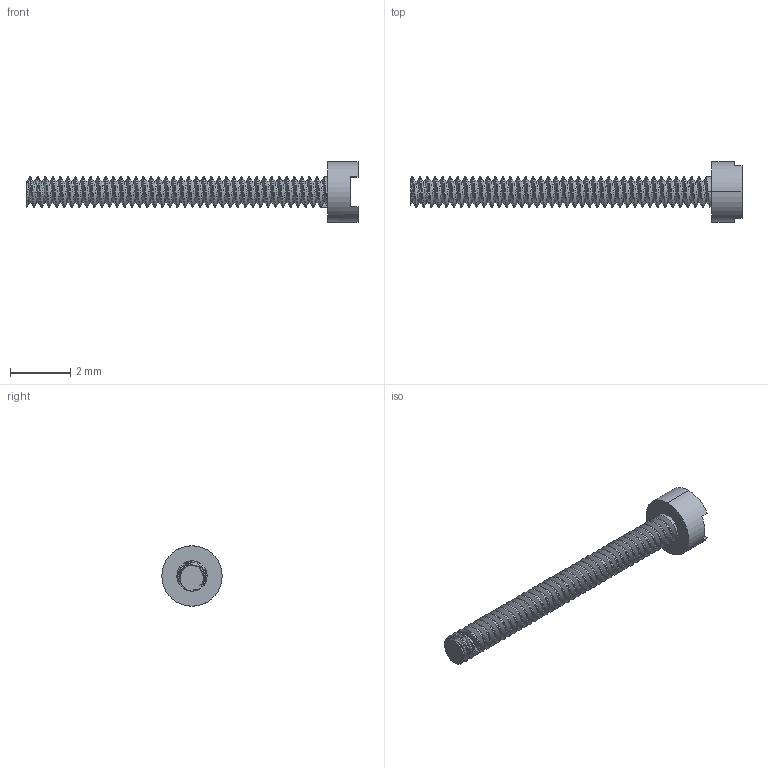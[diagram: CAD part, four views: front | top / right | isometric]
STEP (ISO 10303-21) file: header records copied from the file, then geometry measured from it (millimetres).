
FILE_DESCRIPTION (( 'STEP AP214' ), '1' );
FILE_NAME ('screw.STEP', '2019-08-27T11:41:11', ( '' ), ( '' ), 'SwSTEP 2.0', 'SolidWorks 2016', '' );
FILE_SCHEMA (( 'AUTOMOTIVE_DESIGN' ));
Length unit declared in the file: millimetre
Products named in the file (1): screw
Bounding box: 11 x 2 x 2 mm (x, y, z)
Volume: 8.4 mm3; surface area: 56.4 mm2
Topology: 1 solids, 1 shells, 94 faces, 269 edges, 178 vertices
Faces by surface type: cylinder 83, plane 8, bspline 3
Entity records: 7351 total; most frequent: CARTESIAN_POINT 5348, ORIENTED_EDGE 538, DIRECTION 300, EDGE_CURVE 269, VERTEX_POINT 178, AXIS2_PLACEMENT_3D 103, EDGE_LOOP 95, VECTOR 94
